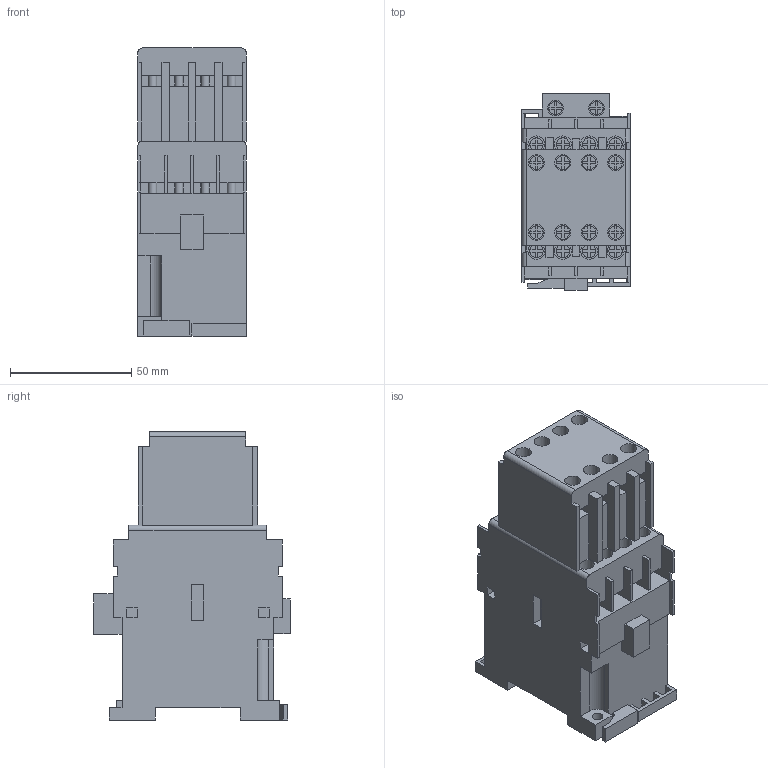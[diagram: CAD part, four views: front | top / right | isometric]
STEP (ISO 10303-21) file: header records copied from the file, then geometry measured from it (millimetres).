
FILE_DESCRIPTION(/* description */ (''),/* implementation_level */ '2;1');
FILE_NAME(/* name */ '100-C_BG0_100-F_4pol.stp',/* time_stamp */ '2012-07-19T10:35:06+02:00',/* author */ ('rota1'),/* organization */ ('RA'),/* preprocessor_version */ 'ST-DEVELOPER v11',/* originating_system */ 'SIEMENS PLM Software NX 7.5',/* authorisation */ '');
FILE_SCHEMA (('CONFIG_CONTROL_DESIGN'));
Length unit declared in the file: millimetre
Products named in the file (1): 000158_-.001
Bounding box: 44.8 x 81.2 x 119 mm (x, y, z)
Volume: 280723.7 mm3; surface area: 46708.8 mm2
Topology: 1 solids, 7 shells, 615 faces, 1711 edges, 1140 vertices
Faces by surface type: plane 553, cylinder 62
Full cylindrical faces by diameter (mm): 3.5 x18, 4.5 x2, 5.5 x10, 5.6 x8, 6.4 x2, 6.6 x8, 7 x8
Entity records: 19011 total; most frequent: CARTESIAN_POINT 3319, ORIENTED_EDGE 3218, DIRECTION 3099, EDGE_CURVE 1609, LINE 1351, VECTOR 1351, VERTEX_POINT 1094, AXIS2_PLACEMENT_3D 874
